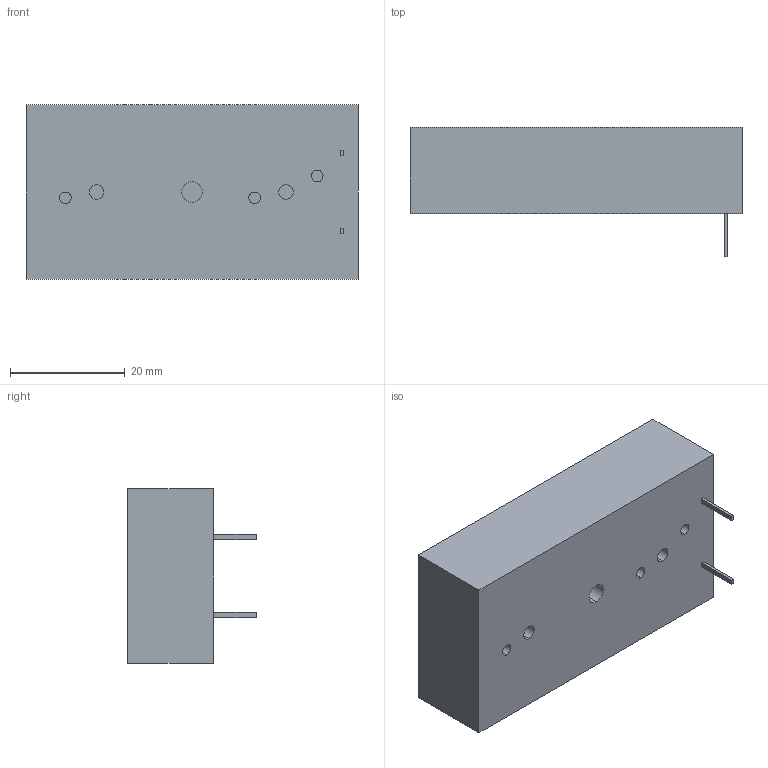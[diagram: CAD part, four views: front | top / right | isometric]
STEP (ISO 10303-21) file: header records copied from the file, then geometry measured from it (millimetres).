
FILE_DESCRIPTION (( 'STEP AP203' ), '1' );
FILE_NAME ('BC2AAPC.STEP', '2017-08-10T14:35:29', ( 'Olmec' ), ( '' ), 'SwSTEP 2.0', 'SolidWorks 2016', '' );
FILE_SCHEMA (( 'CONFIG_CONTROL_DESIGN' ));
Length unit declared in the file: inch
Products named in the file (1): BC2AAPC
Bounding box: 57.91 x 22.49 x 30.48 mm (x, y, z)
Volume: 26408.4 mm3; surface area: 6341.3 mm2
Topology: 1 solids, 1 shells, 34 faces, 72 edges, 48 vertices
Faces by surface type: plane 22, cylinder 12
Entity records: 999 total; most frequent: DIRECTION 166, CARTESIAN_POINT 155, ORIENTED_EDGE 144, EDGE_CURVE 72, AXIS2_PLACEMENT_3D 59, LINE 48, VECTOR 48, VERTEX_POINT 48
